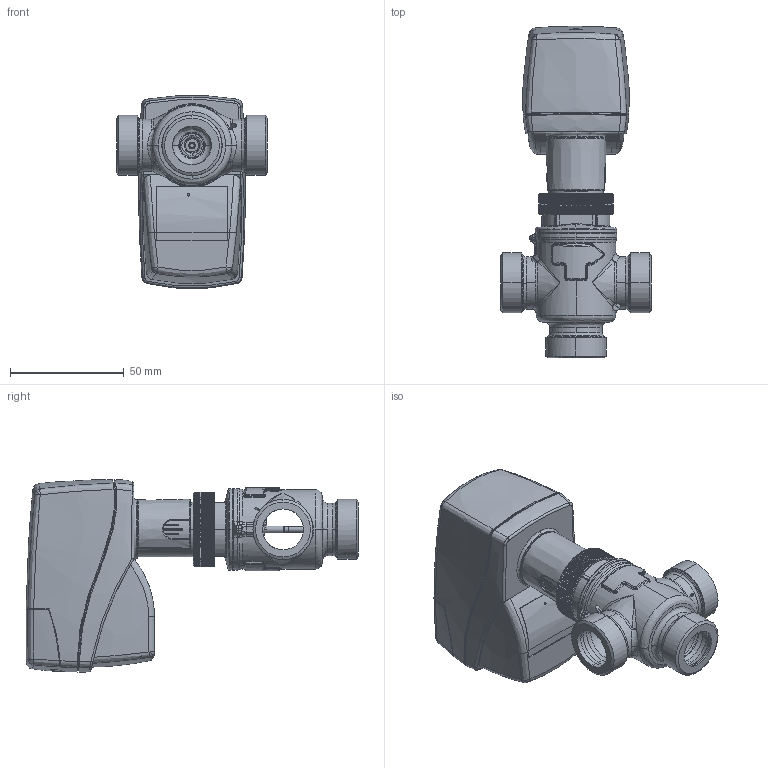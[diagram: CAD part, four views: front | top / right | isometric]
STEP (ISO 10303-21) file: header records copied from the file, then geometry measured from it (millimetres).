
FILE_DESCRIPTION (( 'STEP AP203' ), '1' );
FILE_NAME ('BR316MZ_DN20.STEP', '2012-10-15T06:11:15', ( 'test' ), ( '' ), 'SwSTEP 2.0', 'SolidWorks 2011', '' );
FILE_SCHEMA (( 'CONFIG_CONTROL_DESIGN' ));
Length unit declared in the file: millimetre
Products named in the file (18): BR316MZ_DN20; MC15; 11627087_1; 11627067_1; 11627058_1; 11627071_1; 11627081_1; 11627064_1; 11627065_1; 117442_ohne Kappe_1; 50036538_1; 50032688_1; 50027540_1; 50036537_1; 50029681_1; 50027581_ASM; 50027575_AF0_1; 50027581_ASM_1
Assembly tree (17 placements, depth 4):
  BR316MZ_DN20
    MC15
      11627058_1
      11627064_1
      11627065_1
      11627081_1
      11627087_1
      11627067_1
      11627071_1
    117442_ohne Kappe_1
      50027581_ASM
        50027575_AF0_1
        50027581_ASM_1
      50036538_1
      50032688_1
      50029681_1
      50027540_1
      50036537_1
Bounding box: 66 x 146.07 x 84.92 mm (x, y, z)
Volume: 71547.6 mm3; surface area: 92691.8 mm2
Topology: 10 solids, 30 shells, 5350 faces, 14823 edges, 9619 vertices
Faces by surface type: plane 3328, bspline 1363, cylinder 432, cone 223, torus 4
Entity records: 238157 total; most frequent: CARTESIAN_POINT 122668, ORIENTED_EDGE 29383, DIRECTION 14754, EDGE_CURVE 14727, VERTEX_POINT 9621, B_SPLINE_CURVE_WITH_KNOTS 8754, EDGE_LOOP 5619, FACE_OUTER_BOUND 5350
